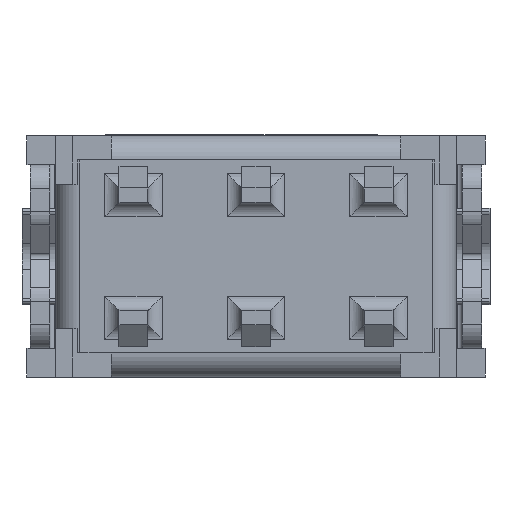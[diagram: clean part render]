
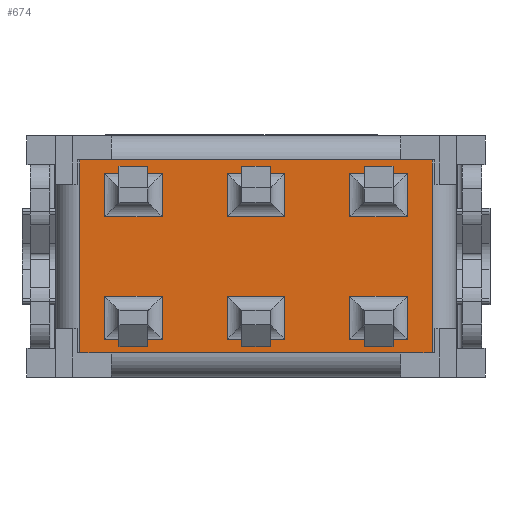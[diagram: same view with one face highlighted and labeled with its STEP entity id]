
A CAD part, front view. The second image highlights one B-rep face of the part: STEP entity #674.
In plain terms, the highlighted planar face has unit normal (0, -1, 0).
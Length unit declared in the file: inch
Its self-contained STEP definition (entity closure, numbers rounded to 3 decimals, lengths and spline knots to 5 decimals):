
#211=CARTESIAN_POINT('',(0.02362,0.0,0.03228));
#212=VERTEX_POINT('',#211);
#220=CARTESIAN_POINT('',(0.02362,0.0,0.06772));
#221=VERTEX_POINT('',#220);
#222=CARTESIAN_POINT('',(0.02362,0.0,0.03228));
#223=DIRECTION('',(0.0,0.0,1.0));
#224=VECTOR('',#223,0.03543);
#225=LINE('',#222,#224);
#226=EDGE_CURVE('',#212,#221,#225,.T.);
#252=CARTESIAN_POINT('',(-0.02362,0.0,0.06772));
#253=VERTEX_POINT('',#252);
#254=CARTESIAN_POINT('',(0.02362,0.0,0.06772));
#255=DIRECTION('',(-1.0,0.0,0.0));
#256=VECTOR('',#255,0.04724);
#257=LINE('',#254,#256);
#258=EDGE_CURVE('',#221,#253,#257,.T.);
#283=CARTESIAN_POINT('',(-0.02362,0.0,0.03228));
#284=VERTEX_POINT('',#283);
#292=CARTESIAN_POINT('',(-0.02362,0.0,0.03228));
#293=DIRECTION('',(1.0,0.0,0.0));
#294=VECTOR('',#293,0.04724);
#295=LINE('',#292,#294);
#296=EDGE_CURVE('',#284,#212,#295,.T.);
#314=CARTESIAN_POINT('',(-0.02362,0.0,0.06772));
#315=DIRECTION('',(0.0,0.0,-1.0));
#316=VECTOR('',#315,0.03543);
#317=LINE('',#314,#316);
#318=EDGE_CURVE('',#253,#284,#317,.T.);
#427=CARTESIAN_POINT('',(0.15807,0.0,0.08661));
#428=DIRECTION('',(0.0,-1.0,0.0));
#429=DIRECTION('',(0.0,0.0,-1.0));
#430=AXIS2_PLACEMENT_3D('',#427,#428,#429);
#431=PLANE('',#430);
#432=CARTESIAN_POINT('',(-0.11811,0.,0.07874));
#433=VERTEX_POINT('',#432);
#434=CARTESIAN_POINT('',(0.11811,0.,0.07874));
#435=VERTEX_POINT('',#434);
#436=CARTESIAN_POINT('',(-0.11811,0.0,0.07874));
#437=DIRECTION('',(1.0,0.0,0.0));
#438=VECTOR('',#437,0.23622);
#439=LINE('',#436,#438);
#440=EDGE_CURVE('',#433,#435,#439,.T.);
#441=ORIENTED_EDGE('',*,*,#440,.F.);
#442=CARTESIAN_POINT('',(-0.1437,0.,0.07874));
#443=VERTEX_POINT('',#442);
#444=CARTESIAN_POINT('',(-0.1437,0.0,0.07874));
#445=DIRECTION('',(1.0,0.0,0.0));
#446=VECTOR('',#445,0.02559);
#447=LINE('',#444,#446);
#448=EDGE_CURVE('',#443,#433,#447,.T.);
#449=ORIENTED_EDGE('',*,*,#448,.F.);
#450=CARTESIAN_POINT('',(-0.1437,0.,-0.07874));
#451=VERTEX_POINT('',#450);
#452=CARTESIAN_POINT('',(-0.1437,0.0,-0.07874));
#453=DIRECTION('',(0.0,0.0,1.0));
#454=VECTOR('',#453,0.15748);
#455=LINE('',#452,#454);
#456=EDGE_CURVE('',#451,#443,#455,.T.);
#457=ORIENTED_EDGE('',*,*,#456,.F.);
#458=CARTESIAN_POINT('',(-0.11811,0.,-0.07874));
#459=VERTEX_POINT('',#458);
#460=CARTESIAN_POINT('',(-0.11811,0.0,-0.07874));
#461=DIRECTION('',(-1.0,0.0,0.0));
#462=VECTOR('',#461,0.02559);
#463=LINE('',#460,#462);
#464=EDGE_CURVE('',#459,#451,#463,.T.);
#465=ORIENTED_EDGE('',*,*,#464,.F.);
#466=CARTESIAN_POINT('',(0.11811,0.,-0.07874));
#467=VERTEX_POINT('',#466);
#468=CARTESIAN_POINT('',(0.11811,0.0,-0.07874));
#469=DIRECTION('',(-1.0,0.0,0.0));
#470=VECTOR('',#469,0.23622);
#471=LINE('',#468,#470);
#472=EDGE_CURVE('',#467,#459,#471,.T.);
#473=ORIENTED_EDGE('',*,*,#472,.F.);
#474=CARTESIAN_POINT('',(0.1437,0.,-0.07874));
#475=VERTEX_POINT('',#474);
#476=CARTESIAN_POINT('',(0.1437,0.0,-0.07874));
#477=DIRECTION('',(-1.0,0.0,0.0));
#478=VECTOR('',#477,0.02559);
#479=LINE('',#476,#478);
#480=EDGE_CURVE('',#475,#467,#479,.T.);
#481=ORIENTED_EDGE('',*,*,#480,.F.);
#482=CARTESIAN_POINT('',(0.1437,0.,0.07874));
#483=VERTEX_POINT('',#482);
#484=CARTESIAN_POINT('',(0.1437,0.0,0.07874));
#485=DIRECTION('',(0.0,0.0,-1.0));
#486=VECTOR('',#485,0.15748);
#487=LINE('',#484,#486);
#488=EDGE_CURVE('',#483,#475,#487,.T.);
#489=ORIENTED_EDGE('',*,*,#488,.F.);
#490=CARTESIAN_POINT('',(0.11811,0.0,0.07874));
#491=DIRECTION('',(1.0,0.0,0.0));
#492=VECTOR('',#491,0.02559);
#493=LINE('',#490,#492);
#494=EDGE_CURVE('',#435,#483,#493,.T.);
#495=ORIENTED_EDGE('',*,*,#494,.F.);
#496=EDGE_LOOP('',(#441,#449,#457,#465,#473,#481,#489,#495));
#497=FACE_OUTER_BOUND('',#496,.T.);
#498=CARTESIAN_POINT('',(-0.07638,0.0,-0.06772));
#499=VERTEX_POINT('',#498);
#500=CARTESIAN_POINT('',(-0.07638,0.0,-0.03228));
#501=VERTEX_POINT('',#500);
#502=CARTESIAN_POINT('',(-0.07638,0.0,-0.06772));
#503=DIRECTION('',(0.0,0.0,1.0));
#504=VECTOR('',#503,0.03543);
#505=LINE('',#502,#504);
#506=EDGE_CURVE('',#499,#501,#505,.T.);
#507=ORIENTED_EDGE('',*,*,#506,.F.);
#508=CARTESIAN_POINT('',(-0.12362,0.0,-0.06772));
#509=VERTEX_POINT('',#508);
#510=CARTESIAN_POINT('',(-0.12362,0.0,-0.06772));
#511=DIRECTION('',(1.0,0.0,0.0));
#512=VECTOR('',#511,0.04724);
#513=LINE('',#510,#512);
#514=EDGE_CURVE('',#509,#499,#513,.T.);
#515=ORIENTED_EDGE('',*,*,#514,.F.);
#516=CARTESIAN_POINT('',(-0.12362,0.0,-0.03228));
#517=VERTEX_POINT('',#516);
#518=CARTESIAN_POINT('',(-0.12362,0.0,-0.03228));
#519=DIRECTION('',(0.0,0.0,-1.0));
#520=VECTOR('',#519,0.03543);
#521=LINE('',#518,#520);
#522=EDGE_CURVE('',#517,#509,#521,.T.);
#523=ORIENTED_EDGE('',*,*,#522,.F.);
#524=CARTESIAN_POINT('',(-0.07638,0.0,-0.03228));
#525=DIRECTION('',(-1.0,0.0,0.0));
#526=VECTOR('',#525,0.04724);
#527=LINE('',#524,#526);
#528=EDGE_CURVE('',#501,#517,#527,.T.);
#529=ORIENTED_EDGE('',*,*,#528,.F.);
#530=EDGE_LOOP('',(#507,#515,#523,#529));
#531=FACE_BOUND('',#530,.T.);
#532=CARTESIAN_POINT('',(0.02362,0.0,-0.06772));
#533=VERTEX_POINT('',#532);
#534=CARTESIAN_POINT('',(0.02362,0.0,-0.03228));
#535=VERTEX_POINT('',#534);
#536=CARTESIAN_POINT('',(0.02362,0.0,-0.06772));
#537=DIRECTION('',(0.0,0.0,1.0));
#538=VECTOR('',#537,0.03543);
#539=LINE('',#536,#538);
#540=EDGE_CURVE('',#533,#535,#539,.T.);
#541=ORIENTED_EDGE('',*,*,#540,.F.);
#542=CARTESIAN_POINT('',(-0.02362,0.0,-0.06772));
#543=VERTEX_POINT('',#542);
#544=CARTESIAN_POINT('',(-0.02362,0.0,-0.06772));
#545=DIRECTION('',(1.0,0.0,0.0));
#546=VECTOR('',#545,0.04724);
#547=LINE('',#544,#546);
#548=EDGE_CURVE('',#543,#533,#547,.T.);
#549=ORIENTED_EDGE('',*,*,#548,.F.);
#550=CARTESIAN_POINT('',(-0.02362,0.0,-0.03228));
#551=VERTEX_POINT('',#550);
#552=CARTESIAN_POINT('',(-0.02362,0.0,-0.03228));
#553=DIRECTION('',(0.0,0.0,-1.0));
#554=VECTOR('',#553,0.03543);
#555=LINE('',#552,#554);
#556=EDGE_CURVE('',#551,#543,#555,.T.);
#557=ORIENTED_EDGE('',*,*,#556,.F.);
#558=CARTESIAN_POINT('',(0.02362,0.0,-0.03228));
#559=DIRECTION('',(-1.0,0.0,0.0));
#560=VECTOR('',#559,0.04724);
#561=LINE('',#558,#560);
#562=EDGE_CURVE('',#535,#551,#561,.T.);
#563=ORIENTED_EDGE('',*,*,#562,.F.);
#564=EDGE_LOOP('',(#541,#549,#557,#563));
#565=FACE_BOUND('',#564,.T.);
#566=CARTESIAN_POINT('',(0.12362,0.0,-0.03228));
#567=VERTEX_POINT('',#566);
#568=CARTESIAN_POINT('',(0.07638,0.0,-0.03228));
#569=VERTEX_POINT('',#568);
#570=CARTESIAN_POINT('',(0.12362,0.0,-0.03228));
#571=DIRECTION('',(-1.0,0.0,0.0));
#572=VECTOR('',#571,0.04724);
#573=LINE('',#570,#572);
#574=EDGE_CURVE('',#567,#569,#573,.T.);
#575=ORIENTED_EDGE('',*,*,#574,.F.);
#576=CARTESIAN_POINT('',(0.12362,0.0,-0.06772));
#577=VERTEX_POINT('',#576);
#578=CARTESIAN_POINT('',(0.12362,0.0,-0.06772));
#579=DIRECTION('',(0.0,0.0,1.0));
#580=VECTOR('',#579,0.03543);
#581=LINE('',#578,#580);
#582=EDGE_CURVE('',#577,#567,#581,.T.);
#583=ORIENTED_EDGE('',*,*,#582,.F.);
#584=CARTESIAN_POINT('',(0.07638,0.0,-0.06772));
#585=VERTEX_POINT('',#584);
#586=CARTESIAN_POINT('',(0.07638,0.0,-0.06772));
#587=DIRECTION('',(1.0,0.0,0.0));
#588=VECTOR('',#587,0.04724);
#589=LINE('',#586,#588);
#590=EDGE_CURVE('',#585,#577,#589,.T.);
#591=ORIENTED_EDGE('',*,*,#590,.F.);
#592=CARTESIAN_POINT('',(0.07638,0.0,-0.03228));
#593=DIRECTION('',(0.0,0.0,-1.0));
#594=VECTOR('',#593,0.03543);
#595=LINE('',#592,#594);
#596=EDGE_CURVE('',#569,#585,#595,.T.);
#597=ORIENTED_EDGE('',*,*,#596,.F.);
#598=EDGE_LOOP('',(#575,#583,#591,#597));
#599=FACE_BOUND('',#598,.T.);
#600=CARTESIAN_POINT('',(0.12362,0.0,0.03228));
#601=VERTEX_POINT('',#600);
#602=CARTESIAN_POINT('',(0.12362,0.0,0.06772));
#603=VERTEX_POINT('',#602);
#604=CARTESIAN_POINT('',(0.12362,0.0,0.03228));
#605=DIRECTION('',(0.0,0.0,1.0));
#606=VECTOR('',#605,0.03543);
#607=LINE('',#604,#606);
#608=EDGE_CURVE('',#601,#603,#607,.T.);
#609=ORIENTED_EDGE('',*,*,#608,.F.);
#610=CARTESIAN_POINT('',(0.07638,0.0,0.03228));
#611=VERTEX_POINT('',#610);
#612=CARTESIAN_POINT('',(0.07638,0.0,0.03228));
#613=DIRECTION('',(1.0,0.0,0.0));
#614=VECTOR('',#613,0.04724);
#615=LINE('',#612,#614);
#616=EDGE_CURVE('',#611,#601,#615,.T.);
#617=ORIENTED_EDGE('',*,*,#616,.F.);
#618=CARTESIAN_POINT('',(0.07638,0.0,0.06772));
#619=VERTEX_POINT('',#618);
#620=CARTESIAN_POINT('',(0.07638,0.0,0.06772));
#621=DIRECTION('',(0.0,0.0,-1.0));
#622=VECTOR('',#621,0.03543);
#623=LINE('',#620,#622);
#624=EDGE_CURVE('',#619,#611,#623,.T.);
#625=ORIENTED_EDGE('',*,*,#624,.F.);
#626=CARTESIAN_POINT('',(0.12362,0.0,0.06772));
#627=DIRECTION('',(-1.0,0.0,0.0));
#628=VECTOR('',#627,0.04724);
#629=LINE('',#626,#628);
#630=EDGE_CURVE('',#603,#619,#629,.T.);
#631=ORIENTED_EDGE('',*,*,#630,.F.);
#632=EDGE_LOOP('',(#609,#617,#625,#631));
#633=FACE_BOUND('',#632,.T.);
#634=CARTESIAN_POINT('',(-0.07638,0.0,0.03228));
#635=VERTEX_POINT('',#634);
#636=CARTESIAN_POINT('',(-0.07638,0.0,0.06772));
#637=VERTEX_POINT('',#636);
#638=CARTESIAN_POINT('',(-0.07638,0.0,0.03228));
#639=DIRECTION('',(0.0,0.0,1.0));
#640=VECTOR('',#639,0.03543);
#641=LINE('',#638,#640);
#642=EDGE_CURVE('',#635,#637,#641,.T.);
#643=ORIENTED_EDGE('',*,*,#642,.F.);
#644=CARTESIAN_POINT('',(-0.12362,0.0,0.03228));
#645=VERTEX_POINT('',#644);
#646=CARTESIAN_POINT('',(-0.12362,0.0,0.03228));
#647=DIRECTION('',(1.0,0.0,0.0));
#648=VECTOR('',#647,0.04724);
#649=LINE('',#646,#648);
#650=EDGE_CURVE('',#645,#635,#649,.T.);
#651=ORIENTED_EDGE('',*,*,#650,.F.);
#652=CARTESIAN_POINT('',(-0.12362,0.0,0.06772));
#653=VERTEX_POINT('',#652);
#654=CARTESIAN_POINT('',(-0.12362,0.0,0.06772));
#655=DIRECTION('',(0.0,0.0,-1.0));
#656=VECTOR('',#655,0.03543);
#657=LINE('',#654,#656);
#658=EDGE_CURVE('',#653,#645,#657,.T.);
#659=ORIENTED_EDGE('',*,*,#658,.F.);
#660=CARTESIAN_POINT('',(-0.07638,0.0,0.06772));
#661=DIRECTION('',(-1.0,0.0,0.0));
#662=VECTOR('',#661,0.04724);
#663=LINE('',#660,#662);
#664=EDGE_CURVE('',#637,#653,#663,.T.);
#665=ORIENTED_EDGE('',*,*,#664,.F.);
#666=EDGE_LOOP('',(#643,#651,#659,#665));
#667=FACE_BOUND('',#666,.T.);
#668=ORIENTED_EDGE('',*,*,#226,.F.);
#669=ORIENTED_EDGE('',*,*,#296,.F.);
#670=ORIENTED_EDGE('',*,*,#318,.F.);
#671=ORIENTED_EDGE('',*,*,#258,.F.);
#672=EDGE_LOOP('',(#668,#669,#670,#671));
#673=FACE_BOUND('',#672,.T.);
#674=ADVANCED_FACE('',(#497,#531,#565,#599,#633,#667,#673),#431,.T.);
